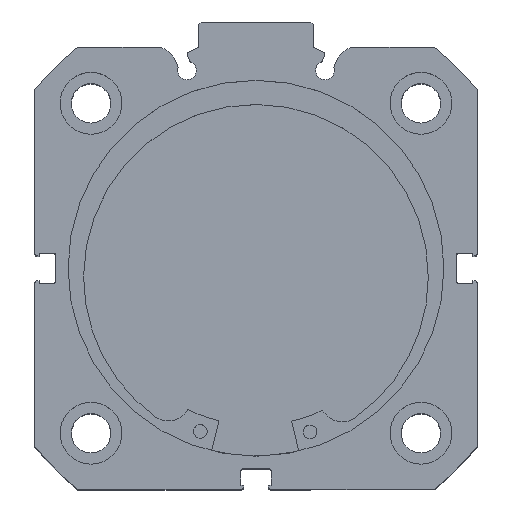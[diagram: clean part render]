
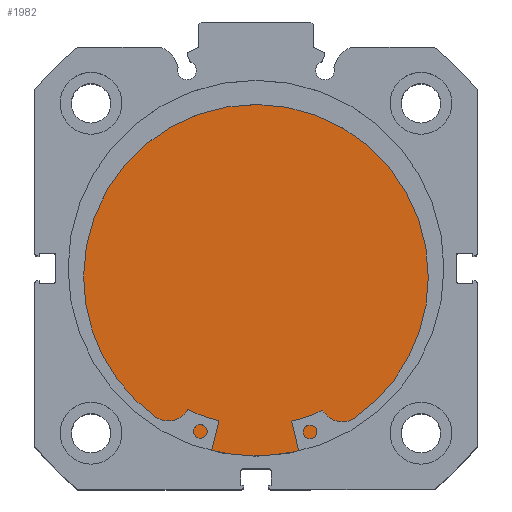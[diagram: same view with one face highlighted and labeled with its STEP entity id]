
A CAD part, top view. The second image highlights one B-rep face of the part: STEP entity #1982.
In plain terms, the highlighted face is planar.
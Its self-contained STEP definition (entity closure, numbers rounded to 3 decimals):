
#18 = DIRECTION ( 'NONE',  ( 0., 0., 1. ) ) ;
#19 = DIRECTION ( 'NONE',  ( -1., 0., 0. ) ) ;
#20 = CARTESIAN_POINT ( 'NONE',  ( 12., 41., 0. ) ) ;
#31 = PLANE ( 'NONE',  #4302 ) ;
#1553 = ORIENTED_EDGE ( 'NONE', *, *, #6903, .F. ) ;
#1556 = ORIENTED_EDGE ( 'NONE', *, *, #6924, .F. ) ;
#1674 = EDGE_LOOP ( 'NONE', ( #1553, #1556 ) ) ;
#1982 = ADVANCED_FACE ( 'NONE', ( #3068 ), #31, .F. ) ;
#3068 = FACE_OUTER_BOUND ( 'NONE', #1674, .T. ) ;
#4302 = AXIS2_PLACEMENT_3D ( 'NONE', #20, #19, #18 ) ;
#4711 = AXIS2_PLACEMENT_3D ( 'NONE', #6004, #6427, #6428 ) ;
#4721 = AXIS2_PLACEMENT_3D ( 'NONE', #6476, #6482, #6483 ) ;
#5740 = CARTESIAN_POINT ( 'NONE',  ( 12., 0., -41. ) ) ;
#5742 = CARTESIAN_POINT ( 'NONE',  ( 12., 0., 41. ) ) ;
#6004 = CARTESIAN_POINT ( 'NONE',  ( 12., 0., 0. ) ) ;
#6302 = CIRCLE ( 'NONE', #4711, 41. ) ;
#6329 = CIRCLE ( 'NONE', #4721, 41. ) ;
#6427 = DIRECTION ( 'NONE',  ( -1., 0., 0. ) ) ;
#6428 = DIRECTION ( 'NONE',  ( 0., 0., 1. ) ) ;
#6476 = CARTESIAN_POINT ( 'NONE',  ( 12., 0., 0. ) ) ;
#6482 = DIRECTION ( 'NONE',  ( -1., 0., 0. ) ) ;
#6483 = DIRECTION ( 'NONE',  ( 0., 0., 1. ) ) ;
#6664 = VERTEX_POINT ( 'NONE', #5740 ) ;
#6666 = VERTEX_POINT ( 'NONE', #5742 ) ;
#6903 = EDGE_CURVE ( 'NONE', #6666, #6664, #6302, .T. ) ;
#6924 = EDGE_CURVE ( 'NONE', #6664, #6666, #6329, .T. ) ;
